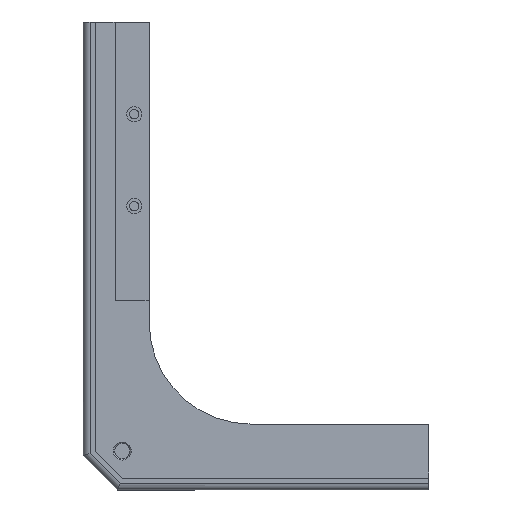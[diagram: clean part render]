
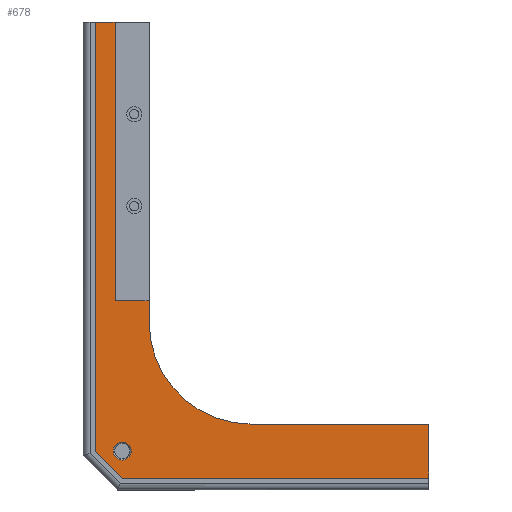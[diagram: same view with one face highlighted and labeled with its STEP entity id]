
A CAD part, left-side view. The second image highlights one B-rep face of the part: STEP entity #678.
In plain terms, the highlighted planar face has unit normal (-1, 0, 0).
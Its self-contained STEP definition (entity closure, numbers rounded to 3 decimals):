
#21=FACE_BOUND('',#122,.T.);
#39=PLANE('',#739);
#76=FACE_OUTER_BOUND('',#121,.T.);
#121=EDGE_LOOP('',(#576,#577,#578,#579,#580,#581,#582,#583,#584,#585));
#122=EDGE_LOOP('',(#586));
#153=CIRCLE('',#731,30.);
#155=CIRCLE('',#740,2.65);
#176=LINE('',#1002,#245);
#198=LINE('',#1074,#267);
#200=LINE('',#1077,#269);
#204=LINE('',#1086,#273);
#208=LINE('',#1098,#277);
#211=LINE('',#1102,#280);
#216=LINE('',#1113,#285);
#217=LINE('',#1115,#286);
#218=LINE('',#1116,#287);
#245=VECTOR('',#798,10.);
#267=VECTOR('',#866,10.);
#269=VECTOR('',#870,10.);
#273=VECTOR('',#876,10.);
#277=VECTOR('',#888,10.);
#280=VECTOR('',#893,10.);
#285=VECTOR('',#908,10.);
#286=VECTOR('',#909,10.);
#287=VECTOR('',#910,10.);
#312=VERTEX_POINT('',#999);
#313=VERTEX_POINT('',#1001);
#339=VERTEX_POINT('',#1071);
#340=VERTEX_POINT('',#1073);
#343=VERTEX_POINT('',#1083);
#344=VERTEX_POINT('',#1085);
#345=VERTEX_POINT('',#1089);
#346=VERTEX_POINT('',#1090);
#349=VERTEX_POINT('',#1112);
#350=VERTEX_POINT('',#1114);
#351=VERTEX_POINT('',#1117);
#378=EDGE_CURVE('',#312,#313,#176,.T.);
#412=EDGE_CURVE('',#340,#339,#198,.T.);
#414=EDGE_CURVE('',#339,#313,#200,.T.);
#418=EDGE_CURVE('',#344,#343,#204,.T.);
#420=EDGE_CURVE('',#345,#346,#153,.T.);
#424=EDGE_CURVE('',#343,#346,#208,.T.);
#427=EDGE_CURVE('',#345,#340,#211,.T.);
#432=EDGE_CURVE('',#349,#312,#216,.T.);
#433=EDGE_CURVE('',#350,#349,#217,.T.);
#434=EDGE_CURVE('',#344,#350,#218,.T.);
#435=EDGE_CURVE('',#351,#351,#155,.T.);
#576=ORIENTED_EDGE('',*,*,#414,.T.);
#577=ORIENTED_EDGE('',*,*,#378,.F.);
#578=ORIENTED_EDGE('',*,*,#432,.F.);
#579=ORIENTED_EDGE('',*,*,#433,.F.);
#580=ORIENTED_EDGE('',*,*,#434,.F.);
#581=ORIENTED_EDGE('',*,*,#418,.T.);
#582=ORIENTED_EDGE('',*,*,#424,.T.);
#583=ORIENTED_EDGE('',*,*,#420,.F.);
#584=ORIENTED_EDGE('',*,*,#427,.T.);
#585=ORIENTED_EDGE('',*,*,#412,.T.);
#586=ORIENTED_EDGE('',*,*,#435,.F.);
#678=ADVANCED_FACE('',(#76,#21),#39,.T.);
#731=AXIS2_PLACEMENT_3D('',#1091,#880,#881);
#739=AXIS2_PLACEMENT_3D('',#1111,#906,#907);
#740=AXIS2_PLACEMENT_3D('',#1118,#911,#912);
#798=DIRECTION('',(0.,-1.,0.));
#866=DIRECTION('',(0.,1.,0.));
#870=DIRECTION('',(0.,0.,1.));
#876=DIRECTION('',(0.,0.,1.));
#880=DIRECTION('center_axis',(-1.,0.,0.));
#881=DIRECTION('ref_axis',(0.,0.707,-0.707));
#888=DIRECTION('',(0.,1.,0.));
#893=DIRECTION('',(0.,0.,1.));
#906=DIRECTION('center_axis',(-1.,0.,0.));
#907=DIRECTION('ref_axis',(0.,0.,1.));
#908=DIRECTION('',(0.,0.,1.));
#909=DIRECTION('',(0.,0.707,0.707));
#910=DIRECTION('',(0.,1.,0.));
#911=DIRECTION('center_axis',(-1.,0.,0.));
#912=DIRECTION('ref_axis',(0.,0.,-1.));
#999=CARTESIAN_POINT('',(40.757,1074.7,137.641));
#1001=CARTESIAN_POINT('',(40.757,1068.837,137.641));
#1002=CARTESIAN_POINT('',(40.752,935.485,137.641));
#1071=CARTESIAN_POINT('',(40.756,1068.835,55.641));
#1073=CARTESIAN_POINT('',(40.756,1058.837,55.641));
#1074=CARTESIAN_POINT('',(40.755,1014.217,55.642));
#1077=CARTESIAN_POINT('',(40.757,1068.837,117.719));
#1083=CARTESIAN_POINT('',(40.753,976.593,19.363));
#1085=CARTESIAN_POINT('',(40.753,976.592,3.5));
#1086=CARTESIAN_POINT('',(40.753,976.594,57.375));
#1089=CARTESIAN_POINT('',(40.756,1058.837,49.363));
#1090=CARTESIAN_POINT('',(40.755,1028.837,19.363));
#1091=CARTESIAN_POINT('Origin',(40.755,1028.837,49.363));
#1098=CARTESIAN_POINT('',(40.756,1058.837,19.363));
#1102=CARTESIAN_POINT('',(40.756,1058.837,336.237));
#1111=CARTESIAN_POINT('Origin',(40.753,976.604,177.8));
#1112=CARTESIAN_POINT('',(40.757,1074.7,11.45));
#1113=CARTESIAN_POINT('',(40.757,1074.7,94.625));
#1114=CARTESIAN_POINT('',(40.756,1066.751,3.5));
#1115=CARTESIAN_POINT('',(40.757,1087.789,24.538));
#1116=CARTESIAN_POINT('',(40.752,931.527,3.5));
#1117=CARTESIAN_POINT('',(40.756,1066.75,14.1));
#1118=CARTESIAN_POINT('Origin',(40.756,1066.75,11.45));
